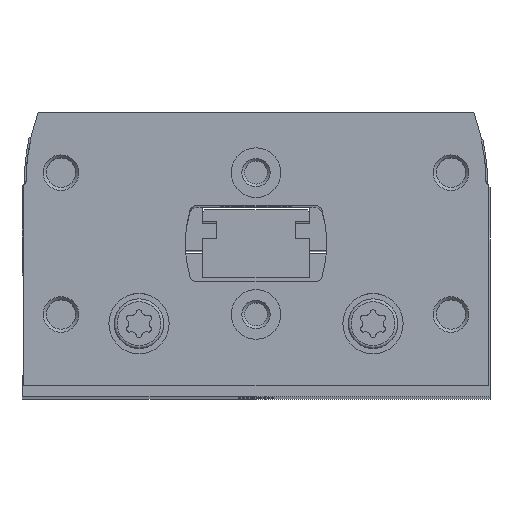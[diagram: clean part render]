
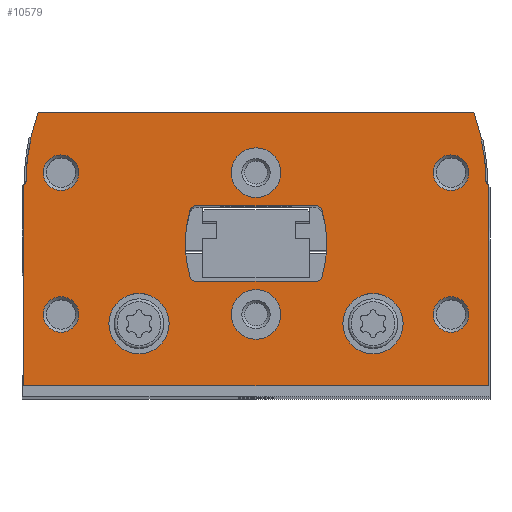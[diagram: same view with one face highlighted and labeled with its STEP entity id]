
A CAD part, top view. The second image highlights one B-rep face of the part: STEP entity #10579.
In plain terms, the highlighted planar face has unit normal (0, 0, 1).
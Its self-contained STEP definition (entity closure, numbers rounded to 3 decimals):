
#455=LINE('',#16443,#1009);
#460=LINE('',#16453,#1014);
#478=LINE('',#16499,#1032);
#484=LINE('',#16511,#1038);
#498=LINE('',#16590,#1052);
#500=LINE('',#16593,#1054);
#501=LINE('',#16633,#1055);
#502=LINE('',#16653,#1056);
#1009=VECTOR('',#13528,1000.);
#1014=VECTOR('',#13535,1000.);
#1032=VECTOR('',#13571,1000.);
#1038=VECTOR('',#13581,1000.);
#1052=VECTOR('',#13643,1000.);
#1054=VECTOR('',#13647,1000.);
#1055=VECTOR('',#13688,1000.);
#1056=VECTOR('',#13709,1000.);
#1349=PLANE('',#11502);
#2736=ORIENTED_EDGE('',*,*,#4581,.F.);
#2737=ORIENTED_EDGE('',*,*,#4582,.F.);
#2738=ORIENTED_EDGE('',*,*,#4583,.T.);
#2739=ORIENTED_EDGE('',*,*,#4584,.T.);
#2740=ORIENTED_EDGE('',*,*,#4585,.T.);
#2741=ORIENTED_EDGE('',*,*,#4586,.T.);
#2742=ORIENTED_EDGE('',*,*,#4587,.T.);
#2743=ORIENTED_EDGE('',*,*,#4588,.T.);
#2744=ORIENTED_EDGE('',*,*,#4536,.F.);
#2745=ORIENTED_EDGE('',*,*,#4558,.F.);
#2746=ORIENTED_EDGE('',*,*,#4548,.F.);
#2747=ORIENTED_EDGE('',*,*,#4545,.F.);
#2748=ORIENTED_EDGE('',*,*,#4589,.F.);
#2749=ORIENTED_EDGE('',*,*,#4590,.F.);
#2750=ORIENTED_EDGE('',*,*,#4591,.F.);
#2751=ORIENTED_EDGE('',*,*,#4539,.F.);
#2752=ORIENTED_EDGE('',*,*,#4523,.T.);
#2753=ORIENTED_EDGE('',*,*,#4517,.T.);
#2754=ORIENTED_EDGE('',*,*,#4560,.T.);
#2755=ORIENTED_EDGE('',*,*,#4488,.T.);
#2756=ORIENTED_EDGE('',*,*,#4493,.T.);
#2757=ORIENTED_EDGE('',*,*,#4497,.T.);
#2758=ORIENTED_EDGE('',*,*,#4580,.T.);
#2759=ORIENTED_EDGE('',*,*,#4529,.T.);
#4488=EDGE_CURVE('',#5536,#5535,#455,.T.);
#4493=EDGE_CURVE('',#5535,#5539,#460,.T.);
#4497=EDGE_CURVE('',#5539,#5541,#6223,.T.);
#4517=EDGE_CURVE('',#5556,#5558,#478,.T.);
#4523=EDGE_CURVE('',#5562,#5556,#484,.T.);
#4529=EDGE_CURVE('',#5567,#5562,#6229,.T.);
#4536=EDGE_CURVE('',#5571,#5572,#6232,.T.);
#4539=EDGE_CURVE('',#5572,#5573,#6233,.T.);
#4545=EDGE_CURVE('',#5577,#5578,#6236,.T.);
#4548=EDGE_CURVE('',#5578,#5580,#6237,.T.);
#4558=EDGE_CURVE('',#5580,#5571,#498,.T.);
#4560=EDGE_CURVE('',#5558,#5536,#500,.T.);
#4580=EDGE_CURVE('',#5541,#5567,#501,.T.);
#4581=EDGE_CURVE('',#5607,#5607,#6264,.T.);
#4582=EDGE_CURVE('',#5608,#5608,#6265,.T.);
#4583=EDGE_CURVE('',#5609,#5609,#6266,.T.);
#4584=EDGE_CURVE('',#5610,#5610,#6267,.T.);
#4585=EDGE_CURVE('',#5611,#5611,#6268,.T.);
#4586=EDGE_CURVE('',#5612,#5612,#6269,.T.);
#4587=EDGE_CURVE('',#5613,#5613,#6270,.T.);
#4588=EDGE_CURVE('',#5614,#5614,#6271,.T.);
#4589=EDGE_CURVE('',#5615,#5577,#6272,.T.);
#4590=EDGE_CURVE('',#5616,#5615,#502,.T.);
#4591=EDGE_CURVE('',#5573,#5616,#6273,.T.);
#5535=VERTEX_POINT('',#16442);
#5536=VERTEX_POINT('',#16444);
#5539=VERTEX_POINT('',#16452);
#5541=VERTEX_POINT('',#16459);
#5556=VERTEX_POINT('',#16493);
#5558=VERTEX_POINT('',#16498);
#5562=VERTEX_POINT('',#16509);
#5567=VERTEX_POINT('',#16524);
#5571=VERTEX_POINT('',#16538);
#5572=VERTEX_POINT('',#16540);
#5573=VERTEX_POINT('',#16548);
#5577=VERTEX_POINT('',#16561);
#5578=VERTEX_POINT('',#16563);
#5580=VERTEX_POINT('',#16572);
#5607=VERTEX_POINT('',#16636);
#5608=VERTEX_POINT('',#16638);
#5609=VERTEX_POINT('',#16640);
#5610=VERTEX_POINT('',#16642);
#5611=VERTEX_POINT('',#16644);
#5612=VERTEX_POINT('',#16646);
#5613=VERTEX_POINT('',#16648);
#5614=VERTEX_POINT('',#16650);
#5615=VERTEX_POINT('',#16652);
#5616=VERTEX_POINT('',#16654);
#6223=CIRCLE('',#11448,30.);
#6229=CIRCLE('',#11460,30.);
#6232=CIRCLE('',#11464,1.);
#6233=CIRCLE('',#11466,16.);
#6236=CIRCLE('',#11470,16.);
#6237=CIRCLE('',#11472,1.);
#6264=CIRCLE('',#11503,4.25);
#6265=CIRCLE('',#11504,4.25);
#6266=CIRCLE('',#11505,3.5);
#6267=CIRCLE('',#11506,3.5);
#6268=CIRCLE('',#11507,2.5);
#6269=CIRCLE('',#11508,2.5);
#6270=CIRCLE('',#11509,2.5);
#6271=CIRCLE('',#11510,2.5);
#6272=CIRCLE('',#11511,1.);
#6273=CIRCLE('',#11512,1.);
#6959=EDGE_LOOP('',(#2736));
#6960=EDGE_LOOP('',(#2737));
#6961=EDGE_LOOP('',(#2738));
#6962=EDGE_LOOP('',(#2739));
#6963=EDGE_LOOP('',(#2740));
#6964=EDGE_LOOP('',(#2741));
#6965=EDGE_LOOP('',(#2742));
#6966=EDGE_LOOP('',(#2743));
#6967=EDGE_LOOP('',(#2744,#2745,#2746,#2747,#2748,#2749,#2750,#2751));
#6968=EDGE_LOOP('',(#2752,#2753,#2754,#2755,#2756,#2757,#2758,#2759));
#7781=FACE_BOUND('',#6959,.T.);
#7782=FACE_BOUND('',#6960,.T.);
#7783=FACE_BOUND('',#6961,.T.);
#7784=FACE_BOUND('',#6962,.T.);
#7785=FACE_BOUND('',#6963,.T.);
#7786=FACE_BOUND('',#6964,.T.);
#7787=FACE_BOUND('',#6965,.T.);
#7788=FACE_BOUND('',#6966,.T.);
#7789=FACE_BOUND('',#6967,.T.);
#7790=FACE_BOUND('',#6968,.T.);
#10579=ADVANCED_FACE('',(#7781,#7782,#7783,#7784,#7785,#7786,#7787,#7788,
#7789,#7790),#1349,.T.);
#11448=AXIS2_PLACEMENT_3D('',#16460,#13542,#13543);
#11460=AXIS2_PLACEMENT_3D('',#16523,#13592,#13593);
#11464=AXIS2_PLACEMENT_3D('',#16539,#13603,#13604);
#11466=AXIS2_PLACEMENT_3D('',#16547,#13608,#13609);
#11470=AXIS2_PLACEMENT_3D('',#16562,#13618,#13619);
#11472=AXIS2_PLACEMENT_3D('',#16571,#13623,#13624);
#11502=AXIS2_PLACEMENT_3D('',#16634,#13689,#13690);
#11503=AXIS2_PLACEMENT_3D('',#16635,#13691,#13692);
#11504=AXIS2_PLACEMENT_3D('',#16637,#13693,#13694);
#11505=AXIS2_PLACEMENT_3D('',#16639,#13695,#13696);
#11506=AXIS2_PLACEMENT_3D('',#16641,#13697,#13698);
#11507=AXIS2_PLACEMENT_3D('',#16643,#13699,#13700);
#11508=AXIS2_PLACEMENT_3D('',#16645,#13701,#13702);
#11509=AXIS2_PLACEMENT_3D('',#16647,#13703,#13704);
#11510=AXIS2_PLACEMENT_3D('',#16649,#13705,#13706);
#11511=AXIS2_PLACEMENT_3D('',#16651,#13707,#13708);
#11512=AXIS2_PLACEMENT_3D('',#16655,#13710,#13711);
#13528=DIRECTION('',(0.,1.,0.));
#13535=DIRECTION('',(-0.866,0.5,0.));
#13542=DIRECTION('',(0.,0.,1.));
#13543=DIRECTION('',(1.,0.,0.));
#13571=DIRECTION('',(0.,-1.,0.));
#13581=DIRECTION('',(-0.866,-0.5,0.));
#13592=DIRECTION('',(0.,0.,1.));
#13593=DIRECTION('',(1.,0.,0.));
#13603=DIRECTION('',(0.,0.,1.));
#13604=DIRECTION('',(1.,0.,0.));
#13608=DIRECTION('',(0.,0.,1.));
#13609=DIRECTION('',(1.,0.,0.));
#13618=DIRECTION('',(0.,0.,1.));
#13619=DIRECTION('',(1.,0.,0.));
#13623=DIRECTION('',(0.,0.,1.));
#13624=DIRECTION('',(1.,0.,0.));
#13643=DIRECTION('',(-1.,0.,0.));
#13647=DIRECTION('',(1.,0.,0.));
#13688=DIRECTION('',(-1.,0.,0.));
#13689=DIRECTION('',(0.,0.,1.));
#13690=DIRECTION('',(1.,0.,0.));
#13691=DIRECTION('',(0.,0.,1.));
#13692=DIRECTION('',(1.,0.,0.));
#13693=DIRECTION('',(0.,0.,1.));
#13694=DIRECTION('',(1.,0.,0.));
#13695=DIRECTION('',(0.,0.,-1.));
#13696=DIRECTION('',(-1.,0.,0.));
#13697=DIRECTION('',(0.,0.,-1.));
#13698=DIRECTION('',(-1.,0.,0.));
#13699=DIRECTION('',(0.,0.,-1.));
#13700=DIRECTION('',(-1.,0.,0.));
#13701=DIRECTION('',(0.,0.,-1.));
#13702=DIRECTION('',(-1.,0.,0.));
#13703=DIRECTION('',(0.,0.,-1.));
#13704=DIRECTION('',(-1.,0.,0.));
#13705=DIRECTION('',(0.,0.,-1.));
#13706=DIRECTION('',(-1.,0.,0.));
#13707=DIRECTION('',(0.,0.,1.));
#13708=DIRECTION('',(1.,0.,0.));
#13709=DIRECTION('',(1.,0.,0.));
#13710=DIRECTION('',(0.,0.,1.));
#13711=DIRECTION('',(1.,0.,0.));
#16442=CARTESIAN_POINT('',(32.75,28.327,0.));
#16443=CARTESIAN_POINT('',(32.75,0.,0.));
#16444=CARTESIAN_POINT('',(32.75,0.,0.));
#16452=CARTESIAN_POINT('',(32.45,28.5,0.));
#16453=CARTESIAN_POINT('',(32.75,28.327,0.));
#16459=CARTESIAN_POINT('',(30.734,38.5,0.));
#16460=CARTESIAN_POINT('',(2.45,28.5,0.));
#16493=CARTESIAN_POINT('',(-32.75,28.327,0.));
#16498=CARTESIAN_POINT('',(-32.75,0.,0.));
#16499=CARTESIAN_POINT('',(-32.75,28.327,0.));
#16509=CARTESIAN_POINT('',(-32.45,28.5,0.));
#16511=CARTESIAN_POINT('',(-32.45,28.5,0.));
#16523=CARTESIAN_POINT('',(-2.45,28.5,0.));
#16524=CARTESIAN_POINT('',(-30.734,38.5,0.));
#16538=CARTESIAN_POINT('',(-8.355,25.4,0.));
#16539=CARTESIAN_POINT('',(-8.355,24.4,0.));
#16540=CARTESIAN_POINT('',(-9.312,24.69,0.));
#16547=CARTESIAN_POINT('',(6.,20.05,0.));
#16548=CARTESIAN_POINT('',(-9.312,15.41,0.));
#16561=CARTESIAN_POINT('',(9.312,15.41,0.));
#16562=CARTESIAN_POINT('',(-6.,20.05,0.));
#16563=CARTESIAN_POINT('',(9.312,24.69,0.));
#16571=CARTESIAN_POINT('',(8.355,24.4,0.));
#16572=CARTESIAN_POINT('',(8.355,25.4,0.));
#16590=CARTESIAN_POINT('',(8.355,25.4,0.));
#16593=CARTESIAN_POINT('',(-32.75,0.,0.));
#16633=CARTESIAN_POINT('',(30.734,38.5,0.));
#16634=CARTESIAN_POINT('',(2.45,28.5,0.));
#16635=CARTESIAN_POINT('',(-16.5,8.75,0.));
#16636=CARTESIAN_POINT('',(-12.25,8.75,0.));
#16637=CARTESIAN_POINT('',(16.5,8.75,0.));
#16638=CARTESIAN_POINT('',(20.75,8.75,0.));
#16639=CARTESIAN_POINT('',(0.,10.05,0.));
#16640=CARTESIAN_POINT('',(-3.5,10.05,0.));
#16641=CARTESIAN_POINT('',(0.,30.05,0.));
#16642=CARTESIAN_POINT('',(-3.5,30.05,0.));
#16643=CARTESIAN_POINT('',(27.5,10.05,0.));
#16644=CARTESIAN_POINT('',(25.,10.05,0.));
#16645=CARTESIAN_POINT('',(-27.5,10.05,0.));
#16646=CARTESIAN_POINT('',(-30.,10.05,0.));
#16647=CARTESIAN_POINT('',(-27.5,30.05,0.));
#16648=CARTESIAN_POINT('',(-30.,30.05,0.));
#16649=CARTESIAN_POINT('',(27.5,30.05,0.));
#16650=CARTESIAN_POINT('',(25.,30.05,0.));
#16651=CARTESIAN_POINT('',(8.355,15.7,0.));
#16652=CARTESIAN_POINT('',(8.355,14.7,0.));
#16653=CARTESIAN_POINT('',(-8.355,14.7,0.));
#16654=CARTESIAN_POINT('',(-8.355,14.7,0.));
#16655=CARTESIAN_POINT('',(-8.355,15.7,0.));
